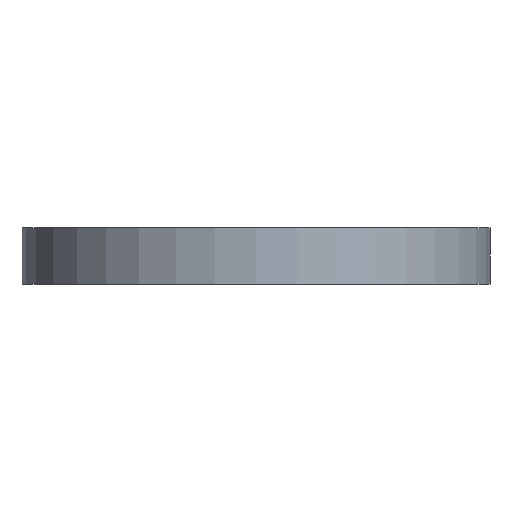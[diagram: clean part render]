
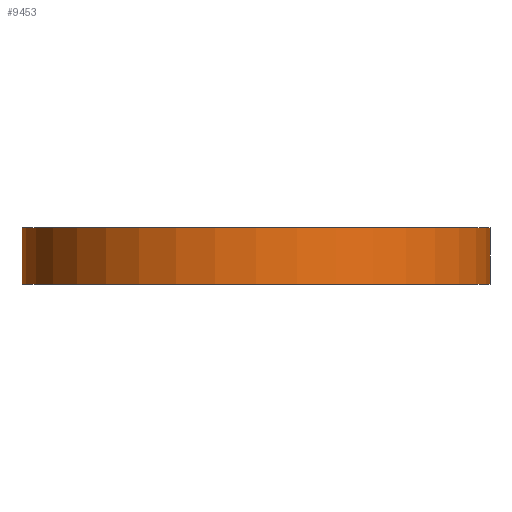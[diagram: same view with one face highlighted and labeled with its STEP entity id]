
A CAD part, front view. The second image highlights one B-rep face of the part: STEP entity #9453.
In plain terms, the highlighted cylindrical face has radius 12.5 mm (diameter 25 mm), a full revolution.
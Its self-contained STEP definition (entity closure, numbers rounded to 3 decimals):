
#3531 = PLANE('',#3532);
#3532 = AXIS2_PLACEMENT_3D('',#3533,#3534,#3535);
#3533 = CARTESIAN_POINT('',(0.,0.,0.));
#3534 = DIRECTION('',(0.,0.,1.));
#3535 = DIRECTION('',(1.,0.,-0.));
#3634 = PLANE('',#3635);
#3635 = AXIS2_PLACEMENT_3D('',#3636,#3637,#3638);
#3636 = CARTESIAN_POINT('',(0.,0.,3.));
#3637 = DIRECTION('',(0.,0.,1.));
#3638 = DIRECTION('',(1.,0.,-0.));
#4703 = EDGE_CURVE('',#4704,#4704,#4706,.T.);
#4704 = VERTEX_POINT('',#4705);
#4705 = CARTESIAN_POINT('',(12.5,0.,3.));
#4706 = SURFACE_CURVE('',#4707,(#4712,#4719),.PCURVE_S1.);
#4707 = CIRCLE('',#4708,12.5);
#4708 = AXIS2_PLACEMENT_3D('',#4709,#4710,#4711);
#4709 = CARTESIAN_POINT('',(0.,0.,3.));
#4710 = DIRECTION('',(0.,0.,1.));
#4711 = DIRECTION('',(1.,0.,0.));
#4712 = PCURVE('',#3634,#4713);
#4713 = DEFINITIONAL_REPRESENTATION('',(#4714),#4718);
#4714 = CIRCLE('',#4715,12.5);
#4715 = AXIS2_PLACEMENT_2D('',#4716,#4717);
#4716 = CARTESIAN_POINT('',(0.,0.));
#4717 = DIRECTION('',(1.,0.));
#4718 = ( GEOMETRIC_REPRESENTATION_CONTEXT(2) 
PARAMETRIC_REPRESENTATION_CONTEXT() REPRESENTATION_CONTEXT('2D SPACE',''
  ) );
#4719 = PCURVE('',#4720,#4725);
#4720 = CYLINDRICAL_SURFACE('',#4721,12.5);
#4721 = AXIS2_PLACEMENT_3D('',#4722,#4723,#4724);
#4722 = CARTESIAN_POINT('',(0.,0.,0.));
#4723 = DIRECTION('',(-0.,-0.,-1.));
#4724 = DIRECTION('',(1.,0.,0.));
#4725 = DEFINITIONAL_REPRESENTATION('',(#4726),#4730);
#4726 = LINE('',#4727,#4728);
#4727 = CARTESIAN_POINT('',(-0.,-3.));
#4728 = VECTOR('',#4729,1.);
#4729 = DIRECTION('',(-1.,0.));
#4730 = ( GEOMETRIC_REPRESENTATION_CONTEXT(2) 
PARAMETRIC_REPRESENTATION_CONTEXT() REPRESENTATION_CONTEXT('2D SPACE',''
  ) );
#7175 = EDGE_CURVE('',#7176,#7176,#7178,.T.);
#7176 = VERTEX_POINT('',#7177);
#7177 = CARTESIAN_POINT('',(12.5,0.,0.));
#7178 = SURFACE_CURVE('',#7179,(#7184,#7191),.PCURVE_S1.);
#7179 = CIRCLE('',#7180,12.5);
#7180 = AXIS2_PLACEMENT_3D('',#7181,#7182,#7183);
#7181 = CARTESIAN_POINT('',(0.,0.,0.));
#7182 = DIRECTION('',(0.,0.,1.));
#7183 = DIRECTION('',(1.,0.,0.));
#7184 = PCURVE('',#3531,#7185);
#7185 = DEFINITIONAL_REPRESENTATION('',(#7186),#7190);
#7186 = CIRCLE('',#7187,12.5);
#7187 = AXIS2_PLACEMENT_2D('',#7188,#7189);
#7188 = CARTESIAN_POINT('',(0.,0.));
#7189 = DIRECTION('',(1.,0.));
#7190 = ( GEOMETRIC_REPRESENTATION_CONTEXT(2) 
PARAMETRIC_REPRESENTATION_CONTEXT() REPRESENTATION_CONTEXT('2D SPACE',''
  ) );
#7191 = PCURVE('',#4720,#7192);
#7192 = DEFINITIONAL_REPRESENTATION('',(#7193),#7197);
#7193 = LINE('',#7194,#7195);
#7194 = CARTESIAN_POINT('',(-0.,0.));
#7195 = VECTOR('',#7196,1.);
#7196 = DIRECTION('',(-1.,0.));
#7197 = ( GEOMETRIC_REPRESENTATION_CONTEXT(2) 
PARAMETRIC_REPRESENTATION_CONTEXT() REPRESENTATION_CONTEXT('2D SPACE',''
  ) );
#9453 = ADVANCED_FACE('',(#9454),#4720,.T.);
#9454 = FACE_BOUND('',#9455,.F.);
#9455 = EDGE_LOOP('',(#9456,#9477,#9478,#9479));
#9456 = ORIENTED_EDGE('',*,*,#9457,.T.);
#9457 = EDGE_CURVE('',#7176,#4704,#9458,.T.);
#9458 = SEAM_CURVE('',#9459,(#9463,#9470),.PCURVE_S1.);
#9459 = LINE('',#9460,#9461);
#9460 = CARTESIAN_POINT('',(12.5,0.,0.));
#9461 = VECTOR('',#9462,1.);
#9462 = DIRECTION('',(0.,0.,1.));
#9463 = PCURVE('',#4720,#9464);
#9464 = DEFINITIONAL_REPRESENTATION('',(#9465),#9469);
#9465 = LINE('',#9466,#9467);
#9466 = CARTESIAN_POINT('',(-0.,0.));
#9467 = VECTOR('',#9468,1.);
#9468 = DIRECTION('',(-0.,-1.));
#9469 = ( GEOMETRIC_REPRESENTATION_CONTEXT(2) 
PARAMETRIC_REPRESENTATION_CONTEXT() REPRESENTATION_CONTEXT('2D SPACE',''
  ) );
#9470 = PCURVE('',#4720,#9471);
#9471 = DEFINITIONAL_REPRESENTATION('',(#9472),#9476);
#9472 = LINE('',#9473,#9474);
#9473 = CARTESIAN_POINT('',(-6.283,0.));
#9474 = VECTOR('',#9475,1.);
#9475 = DIRECTION('',(-0.,-1.));
#9476 = ( GEOMETRIC_REPRESENTATION_CONTEXT(2) 
PARAMETRIC_REPRESENTATION_CONTEXT() REPRESENTATION_CONTEXT('2D SPACE',''
  ) );
#9477 = ORIENTED_EDGE('',*,*,#4703,.T.);
#9478 = ORIENTED_EDGE('',*,*,#9457,.F.);
#9479 = ORIENTED_EDGE('',*,*,#7175,.F.);
